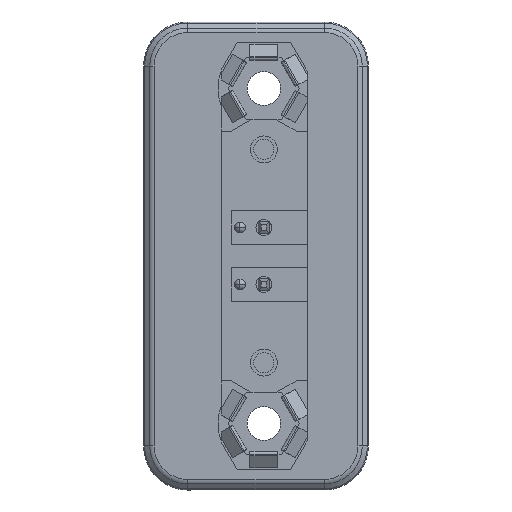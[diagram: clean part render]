
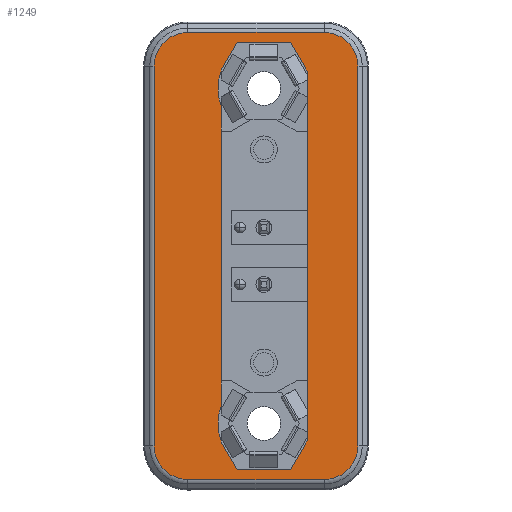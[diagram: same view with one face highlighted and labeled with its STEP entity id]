
A CAD part, front view. The second image highlights one B-rep face of the part: STEP entity #1249.
In plain terms, the highlighted planar face has unit normal (0, -1, 0).
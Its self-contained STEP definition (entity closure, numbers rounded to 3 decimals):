
#1249=ADVANCED_FACE('',(#2518,#2519),#2520,.T.);
#2518=FACE_OUTER_BOUND('',#3784,.T.);
#2519=FACE_BOUND('',#3785,.T.);
#2520=PLANE('',#3786);
#3784=EDGE_LOOP('',(#7368,#7369,#7370,#7371,#7372,#7373,#7374,#7375));
#3785=EDGE_LOOP('',(#7376,#7377,#7378,#7379,#7380,#7381,#7382,#7383,#7384,#7385,#7386,#7387));
#3786=AXIS2_PLACEMENT_3D('',#7388,#7389,#7390);
#7368=ORIENTED_EDGE('',*,*,#8272,.F.);
#7369=ORIENTED_EDGE('',*,*,#8660,.F.);
#7370=ORIENTED_EDGE('',*,*,#8611,.F.);
#7371=ORIENTED_EDGE('',*,*,#8778,.F.);
#7372=ORIENTED_EDGE('',*,*,#8178,.T.);
#7373=ORIENTED_EDGE('',*,*,#7854,.T.);
#7374=ORIENTED_EDGE('',*,*,#8232,.T.);
#7375=ORIENTED_EDGE('',*,*,#8816,.T.);
#7376=ORIENTED_EDGE('',*,*,#8290,.T.);
#7377=ORIENTED_EDGE('',*,*,#7491,.T.);
#7378=ORIENTED_EDGE('',*,*,#8167,.T.);
#7379=ORIENTED_EDGE('',*,*,#7657,.T.);
#7380=ORIENTED_EDGE('',*,*,#8392,.F.);
#7381=ORIENTED_EDGE('',*,*,#8126,.T.);
#7382=ORIENTED_EDGE('',*,*,#8741,.F.);
#7383=ORIENTED_EDGE('',*,*,#8042,.F.);
#7384=ORIENTED_EDGE('',*,*,#7602,.T.);
#7385=ORIENTED_EDGE('',*,*,#8775,.F.);
#7386=ORIENTED_EDGE('',*,*,#8797,.T.);
#7387=ORIENTED_EDGE('',*,*,#8790,.T.);
#7388=CARTESIAN_POINT('',(-4.1,5.65,-6.595));
#7389=DIRECTION('',(0.,-1.0,0.));
#7390=DIRECTION('',(0.,0.,1.0));
#7491=EDGE_CURVE('',#8932,#8937,#8939,.T.);
#7602=EDGE_CURVE('',#9145,#9146,#9147,.T.);
#7657=EDGE_CURVE('',#9233,#9238,#9240,.T.);
#7854=EDGE_CURVE('',#9574,#9572,#9575,.T.);
#8042=EDGE_CURVE('',#9145,#9859,#9860,.T.);
#8126=EDGE_CURVE('',#9984,#9986,#9988,.T.);
#8167=EDGE_CURVE('',#8937,#9233,#10043,.T.);
#8178=EDGE_CURVE('',#10056,#9574,#10057,.T.);
#8232=EDGE_CURVE('',#9572,#10130,#10131,.T.);
#8272=EDGE_CURVE('',#10178,#10180,#10181,.T.);
#8290=EDGE_CURVE('',#10203,#8932,#10204,.T.);
#8392=EDGE_CURVE('',#9984,#9238,#10336,.T.);
#8611=EDGE_CURVE('',#10595,#10596,#10597,.T.);
#8660=EDGE_CURVE('',#10596,#10178,#10654,.T.);
#8741=EDGE_CURVE('',#9859,#9986,#10743,.T.);
#8775=EDGE_CURVE('',#10779,#9146,#10780,.T.);
#8778=EDGE_CURVE('',#10056,#10595,#10783,.T.);
#8790=EDGE_CURVE('',#10795,#10203,#10796,.T.);
#8797=EDGE_CURVE('',#10779,#10795,#10803,.T.);
#8816=EDGE_CURVE('',#10130,#10180,#10822,.T.);
#8932=VERTEX_POINT('',#10977);
#8937=VERTEX_POINT('',#10984);
#8939=LINE('',#10987,#10988);
#9145=VERTEX_POINT('',#11284);
#9146=VERTEX_POINT('',#11285);
#9147=LINE('',#11286,#11287);
#9233=VERTEX_POINT('',#11407);
#9238=VERTEX_POINT('',#11414);
#9240=LINE('',#11417,#11418);
#9572=VERTEX_POINT('',#11861);
#9574=VERTEX_POINT('',#11864);
#9575=CIRCLE('',#11865,3.0);
#9859=VERTEX_POINT('',#12254);
#9860=CIRCLE('',#12255,4.1);
#9984=VERTEX_POINT('',#12420);
#9986=VERTEX_POINT('',#12423);
#9988=CIRCLE('',#12426,4.1);
#10043=LINE('',#12494,#12495);
#10056=VERTEX_POINT('',#12511);
#10057=LINE('',#12512,#12513);
#10130=VERTEX_POINT('',#12610);
#10131=LINE('',#12611,#12612);
#10178=VERTEX_POINT('',#12685);
#10180=VERTEX_POINT('',#12688);
#10181=LINE('',#12689,#12690);
#10203=VERTEX_POINT('',#12719);
#10204=LINE('',#12720,#12721);
#10336=LINE('',#12916,#12917);
#10595=VERTEX_POINT('',#13274);
#10596=VERTEX_POINT('',#13275);
#10597=LINE('',#13276,#13277);
#10654=CIRCLE('',#13355,3.0);
#10743=LINE('',#13477,#13478);
#10779=VERTEX_POINT('',#13525);
#10780=LINE('',#13526,#13527);
#10783=CIRCLE('',#13531,3.0);
#10795=VERTEX_POINT('',#13544);
#10796=LINE('',#13545,#13546);
#10803=LINE('',#13556,#13557);
#10822=CIRCLE('',#13580,3.0);
#10977=CARTESIAN_POINT('',(3.87,5.65,-19.057));
#10984=CARTESIAN_POINT('',(2.384,5.65,-21.63));
#10987=CARTESIAN_POINT('',(14.873,5.65,0.));
#10988=VECTOR('',#13672,1.0);
#11284=CARTESIAN_POINT('',(-3.8,5.65,13.959));
#11285=CARTESIAN_POINT('',(-3.8,5.65,14.098));
#11286=CARTESIAN_POINT('',(-3.8,5.65,0.));
#11287=VECTOR('',#13808,1.0);
#11407=CARTESIAN_POINT('',(-2.384,5.65,-21.63));
#11414=CARTESIAN_POINT('',(-3.8,5.65,-19.178));
#11417=CARTESIAN_POINT('',(-14.873,5.65,0.));
#11418=VECTOR('',#13864,1.0);
#11861=CARTESIAN_POINT('',(-6.8,5.65,-22.5));
#11864=CARTESIAN_POINT('',(-9.8,5.65,-19.5));
#11865=AXIS2_PLACEMENT_3D('',#14121,#14122,#14123);
#12254=CARTESIAN_POINT('',(-3.8,5.65,10.881));
#12255=AXIS2_PLACEMENT_3D('',#14343,#14344,#14345);
#12420=CARTESIAN_POINT('',(-3.8,5.65,-19.039));
#12423=CARTESIAN_POINT('',(-3.8,5.65,-15.961));
#12426=AXIS2_PLACEMENT_3D('',#14455,#14456,#14457);
#12494=CARTESIAN_POINT('',(41.643,5.65,-21.63));
#12495=VECTOR('',#14519,1.0);
#12511=CARTESIAN_POINT('',(-9.8,5.65,14.42));
#12512=CARTESIAN_POINT('',(-9.8,5.65,1.515));
#12513=VECTOR('',#14532,1.0);
#12610=CARTESIAN_POINT('',(5.4,5.65,-22.5));
#12611=CARTESIAN_POINT('',(41.643,5.65,-22.5));
#12612=VECTOR('',#14602,1.0);
#12685=CARTESIAN_POINT('',(8.4,5.65,14.42));
#12688=CARTESIAN_POINT('',(8.4,5.65,-19.5));
#12689=CARTESIAN_POINT('',(8.4,5.65,0.));
#12690=VECTOR('',#14654,1.0);
#12719=CARTESIAN_POINT('',(3.87,5.65,13.977));
#12720=CARTESIAN_POINT('',(3.87,5.65,0.));
#12721=VECTOR('',#14677,1.0);
#12916=CARTESIAN_POINT('',(-3.8,5.65,0.));
#12917=VECTOR('',#14795,1.0);
#13274=CARTESIAN_POINT('',(-6.8,5.65,17.42));
#13275=CARTESIAN_POINT('',(5.4,5.65,17.42));
#13276=CARTESIAN_POINT('',(41.643,5.65,17.42));
#13277=VECTOR('',#15011,1.0);
#13355=AXIS2_PLACEMENT_3D('',#15048,#15049,#15050);
#13477=CARTESIAN_POINT('',(-3.8,5.65,0.));
#13478=VECTOR('',#15114,1.0);
#13525=CARTESIAN_POINT('',(-2.384,5.65,16.55));
#13526=CARTESIAN_POINT('',(-11.94,5.65,0.));
#13527=VECTOR('',#15135,1.0);
#13531=AXIS2_PLACEMENT_3D('',#15137,#15138,#15139);
#13544=CARTESIAN_POINT('',(2.384,5.65,16.55));
#13545=CARTESIAN_POINT('',(11.94,5.65,0.));
#13546=VECTOR('',#15147,1.0);
#13556=CARTESIAN_POINT('',(41.643,5.65,16.55));
#13557=VECTOR('',#15151,1.0);
#13580=AXIS2_PLACEMENT_3D('',#15156,#15157,#15158);
#13672=DIRECTION('',(-0.5,0.,-0.866));
#13808=DIRECTION('',(0.,0.,1.0));
#13864=DIRECTION('',(-0.5,0.,0.866));
#14121=CARTESIAN_POINT('',(-6.8,5.65,-19.5));
#14122=DIRECTION('',(0.,-1.0,0.));
#14123=DIRECTION('',(1.0,0.,0.));
#14343=CARTESIAN_POINT('',(0.,5.65,12.42));
#14344=DIRECTION('',(0.,-1.0,0.));
#14345=DIRECTION('',(0.,0.,1.0));
#14455=CARTESIAN_POINT('',(0.,5.65,-17.5));
#14456=DIRECTION('',(0.,1.0,0.));
#14457=DIRECTION('',(0.,0.,-1.0));
#14519=DIRECTION('',(-1.0,0.,0.));
#14532=DIRECTION('',(0.,0.,-1.0));
#14602=DIRECTION('',(1.0,0.,0.));
#14654=DIRECTION('',(0.,0.,-1.0));
#14677=DIRECTION('',(0.,0.,-1.0));
#14795=DIRECTION('',(0.,0.,-1.0));
#15011=DIRECTION('',(1.0,0.,0.));
#15048=CARTESIAN_POINT('',(5.4,5.65,14.42));
#15049=DIRECTION('',(0.,1.0,0.));
#15050=DIRECTION('',(1.0,0.,0.));
#15114=DIRECTION('',(0.,0.,-1.0));
#15135=DIRECTION('',(-0.5,0.,-0.866));
#15137=CARTESIAN_POINT('',(-6.8,5.65,14.42));
#15138=DIRECTION('',(0.,1.0,0.));
#15139=DIRECTION('',(1.0,0.,0.));
#15147=DIRECTION('',(0.5,0.,-0.866));
#15151=DIRECTION('',(1.0,0.,0.));
#15156=CARTESIAN_POINT('',(5.4,5.65,-19.5));
#15157=DIRECTION('',(0.,-1.0,0.));
#15158=DIRECTION('',(1.0,0.,0.));
